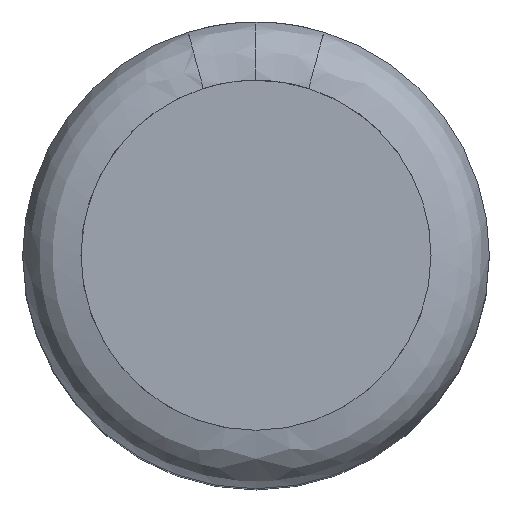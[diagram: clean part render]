
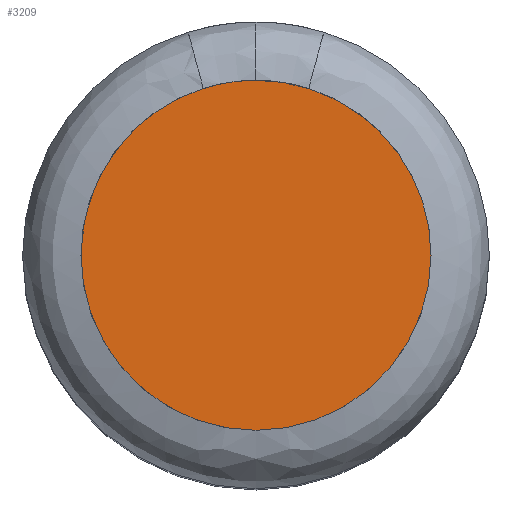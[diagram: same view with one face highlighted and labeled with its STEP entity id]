
A CAD part, top view. The second image highlights one B-rep face of the part: STEP entity #3209.
In plain terms, the highlighted planar face has unit normal (0, 0, 1).
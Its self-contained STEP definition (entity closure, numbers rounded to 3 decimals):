
#3025 = VERTEX_POINT ( 'NONE', #5308 ) ;
#3207 = EDGE_CURVE ( 'NONE', #3222, #3025, #6038, .T. ) ;
#3209 = ADVANCED_FACE ( 'NONE', ( #6036 ), #6056, .T. ) ;
#3210 = ORIENTED_EDGE ( 'NONE', *, *, #3243, .F. ) ;
#3211 = ORIENTED_EDGE ( 'NONE', *, *, #3224, .F. ) ;
#3214 = ORIENTED_EDGE ( 'NONE', *, *, #3207, .F. ) ;
#3222 = VERTEX_POINT ( 'NONE', #6102 ) ;
#3224 = EDGE_CURVE ( 'NONE', #3241, #3222, #6091, .T. ) ;
#3226 = EDGE_LOOP ( 'NONE', ( #3211, #3210, #3214 ) ) ;
#3241 = VERTEX_POINT ( 'NONE', #6161 ) ;
#3243 = EDGE_CURVE ( 'NONE', #3025, #3241, #6194, .T. ) ;
#5308 = CARTESIAN_POINT ( 'NONE',  ( -75.418, -41.164, 3.38 ) ) ;
#6036 = FACE_OUTER_BOUND ( 'NONE', #3226, .T. ) ;
#6037 = AXIS2_PLACEMENT_3D ( 'NONE', #6058, #6057, #6103 ) ;
#6038 =( BOUNDED_CURVE ( )  B_SPLINE_CURVE ( 3, ( #6077, #6076, #6075, #6074 ),
 .UNSPECIFIED., .F., .F. ) 
 B_SPLINE_CURVE_WITH_KNOTS ( ( 4, 4 ),
 ( 0., 1. ),
 .UNSPECIFIED. ) 
 CURVE ( )  GEOMETRIC_REPRESENTATION_ITEM ( )  RATIONAL_B_SPLINE_CURVE ( ( 1., 0.805, 0.805, 1. ) ) 
 REPRESENTATION_ITEM ( '' )  );
#6056 = PLANE ( 'NONE',  #6037 ) ;
#6057 = DIRECTION ( 'NONE',  ( 0., 0., 1. ) ) ;
#6058 = CARTESIAN_POINT ( 'NONE',  ( -74.668, -39.664, 3.38 ) ) ;
#6074 = CARTESIAN_POINT ( 'NONE',  ( -75.418, -41.164, 3.38 ) ) ;
#6075 = CARTESIAN_POINT ( 'NONE',  ( -74.54, -41.164, 3.38 ) ) ;
#6076 = CARTESIAN_POINT ( 'NONE',  ( -73.918, -40.543, 3.38 ) ) ;
#6077 = CARTESIAN_POINT ( 'NONE',  ( -73.918, -39.664, 3.38 ) ) ;
#6085 = CARTESIAN_POINT ( 'NONE',  ( -73.918, -39.664, 3.38 ) ) ;
#6086 = CARTESIAN_POINT ( 'NONE',  ( -73.918, -38.786, 3.38 ) ) ;
#6087 = CARTESIAN_POINT ( 'NONE',  ( -74.54, -38.164, 3.38 ) ) ;
#6088 = CARTESIAN_POINT ( 'NONE',  ( -75.418, -38.164, 3.38 ) ) ;
#6091 =( BOUNDED_CURVE ( )  B_SPLINE_CURVE ( 3, ( #6088, #6087, #6086, #6085 ),
 .UNSPECIFIED., .F., .T. ) 
 B_SPLINE_CURVE_WITH_KNOTS ( ( 4, 4 ),
 ( 0., 1. ),
 .UNSPECIFIED. ) 
 CURVE ( )  GEOMETRIC_REPRESENTATION_ITEM ( )  RATIONAL_B_SPLINE_CURVE ( ( 1., 0.805, 0.805, 1. ) ) 
 REPRESENTATION_ITEM ( '' )  );
#6102 = CARTESIAN_POINT ( 'NONE',  ( -73.918, -39.664, 3.38 ) ) ;
#6103 = DIRECTION ( 'NONE',  ( 1., 0., 0. ) ) ;
#6161 = CARTESIAN_POINT ( 'NONE',  ( -75.418, -38.164, 3.38 ) ) ;
#6189 = CARTESIAN_POINT ( 'NONE',  ( -75.418, -38.164, 3.38 ) ) ;
#6190 = CARTESIAN_POINT ( 'NONE',  ( -78.418, -38.164, 3.38 ) ) ;
#6191 = CARTESIAN_POINT ( 'NONE',  ( -78.418, -41.164, 3.38 ) ) ;
#6192 = CARTESIAN_POINT ( 'NONE',  ( -75.418, -41.164, 3.38 ) ) ;
#6194 =( BOUNDED_CURVE ( )  B_SPLINE_CURVE ( 3, ( #6192, #6191, #6190, #6189 ),
 .UNSPECIFIED., .F., .T. ) 
 B_SPLINE_CURVE_WITH_KNOTS ( ( 4, 4 ),
 ( 0., 1. ),
 .UNSPECIFIED. ) 
 CURVE ( )  GEOMETRIC_REPRESENTATION_ITEM ( )  RATIONAL_B_SPLINE_CURVE ( ( 1., 0.333, 0.333, 1. ) ) 
 REPRESENTATION_ITEM ( '' )  );
